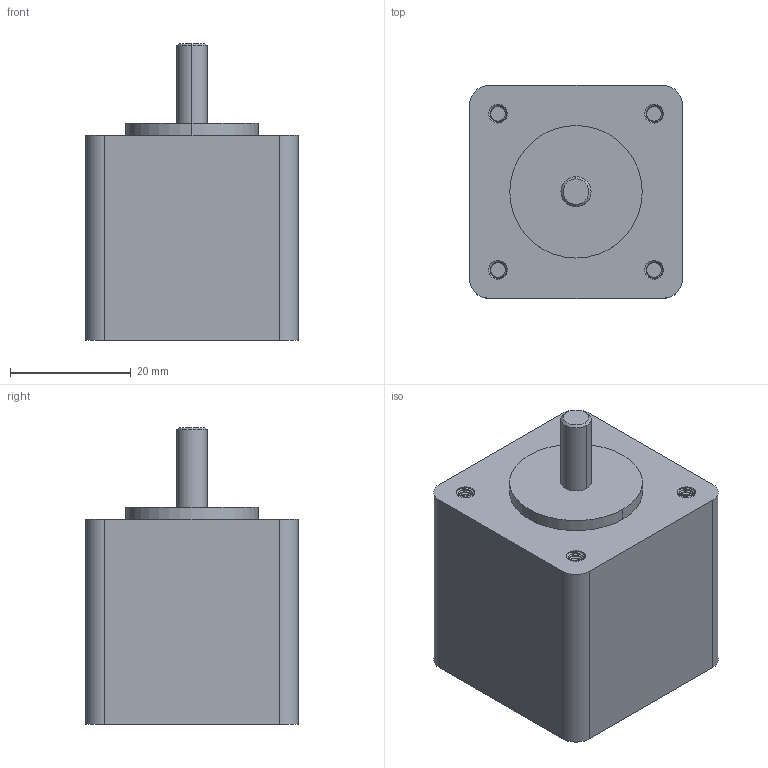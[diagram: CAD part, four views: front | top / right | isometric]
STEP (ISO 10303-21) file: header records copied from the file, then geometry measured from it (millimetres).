
FILE_DESCRIPTION (( 'STEP AP203' ), '1' );
FILE_NAME ('6627T38.step', '2017-02-01T17:01:58', ( '' ), ( '' ), 'SwSTEP 2.0', 'SolidWorks 2010', '' );
FILE_SCHEMA (( 'CONFIG_CONTROL_DESIGN' ));
Length unit declared in the file: inch
Products named in the file (1): 6627T38
Bounding box: 35.31 x 35.31 x 49.28 mm (x, y, z)
Volume: 43078.5 mm3; surface area: 8759.6 mm2
Topology: 2 solids, 2 shells, 107 faces, 290 edges, 192 vertices
Faces by surface type: cylinder 70, plane 13, cone 12, bspline 12
Entity records: 7233 total; most frequent: CARTESIAN_POINT 4906, ORIENTED_EDGE 580, DIRECTION 362, EDGE_CURVE 290, VERTEX_POINT 192, AXIS2_PLACEMENT_3D 136, EDGE_LOOP 114, ADVANCED_FACE 107
